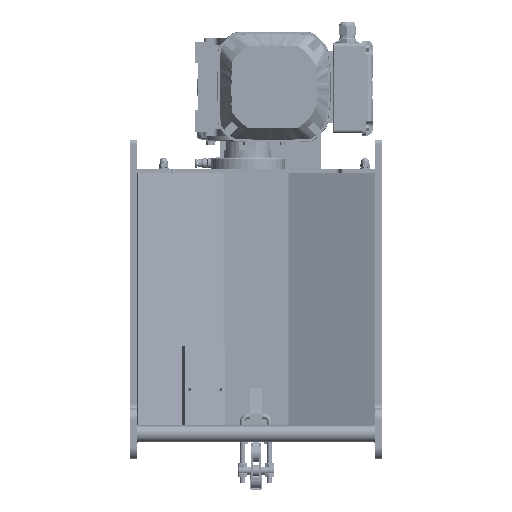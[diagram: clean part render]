
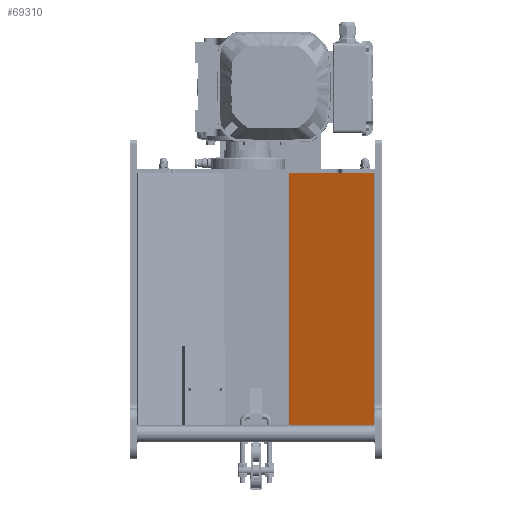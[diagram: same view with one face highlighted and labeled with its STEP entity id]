
A CAD part, left-side view. The second image highlights one B-rep face of the part: STEP entity #69310.
In plain terms, the highlighted planar face has unit normal (-0.932, 0.363, 0).
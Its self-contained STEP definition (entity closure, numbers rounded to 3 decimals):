
#2633=PLANE('',#73771);
#4757=FACE_OUTER_BOUND('',#8492,.T.);
#8492=EDGE_LOOP('',(#46961,#46962,#46963,#46964,#46965));
#16973=LINE('',#106157,#22186);
#16996=LINE('',#106211,#22209);
#16997=LINE('',#106214,#22210);
#16998=LINE('',#106216,#22211);
#16999=LINE('',#106217,#22212);
#22186=VECTOR('',#83659,10.);
#22209=VECTOR('',#83700,10.);
#22210=VECTOR('',#83703,10.);
#22211=VECTOR('',#83704,10.);
#22212=VECTOR('',#83705,10.);
#27764=VERTEX_POINT('',#106154);
#27765=VERTEX_POINT('',#106156);
#27783=VERTEX_POINT('',#106201);
#27788=VERTEX_POINT('',#106213);
#27789=VERTEX_POINT('',#106215);
#35080=EDGE_CURVE('',#27765,#27764,#16973,.T.);
#35107=EDGE_CURVE('',#27765,#27783,#16996,.T.);
#35108=EDGE_CURVE('',#27788,#27783,#16997,.T.);
#35109=EDGE_CURVE('',#27764,#27789,#16998,.T.);
#35110=EDGE_CURVE('',#27789,#27788,#16999,.T.);
#46961=ORIENTED_EDGE('',*,*,#35108,.T.);
#46962=ORIENTED_EDGE('',*,*,#35107,.F.);
#46963=ORIENTED_EDGE('',*,*,#35080,.T.);
#46964=ORIENTED_EDGE('',*,*,#35109,.T.);
#46965=ORIENTED_EDGE('',*,*,#35110,.T.);
#69310=ADVANCED_FACE('',(#4757),#2633,.T.);
#73771=AXIS2_PLACEMENT_3D('',#106212,#83701,#83702);
#83659=DIRECTION('',(0.363,0.932,0.));
#83700=DIRECTION('',(0.,0.,-1.));
#83701=DIRECTION('center_axis',(-0.932,0.363,0.));
#83702=DIRECTION('ref_axis',(0.,0.,
-1.));
#83703=DIRECTION('',(-0.363,-0.932,0.));
#83704=DIRECTION('',(0.363,0.932,0.));
#83705=DIRECTION('',(0.,0.,-1.));
#106154=CARTESIAN_POINT('',(-135.675,53.,150.));
#106156=CARTESIAN_POINT('',(-152.795,9.09,150.));
#106157=CARTESIAN_POINT('',(-152.795,9.09,150.));
#106201=CARTESIAN_POINT('',(-152.795,9.09,-150.));
#106211=CARTESIAN_POINT('',(-152.795,9.09,150.));
#106212=CARTESIAN_POINT('Origin',(-113.205,110.633,150.));
#106213=CARTESIAN_POINT('',(-113.205,110.633,-150.));
#106214=CARTESIAN_POINT('',(-152.795,9.09,-150.));
#106215=CARTESIAN_POINT('',(-113.205,110.633,150.));
#106216=CARTESIAN_POINT('',(-152.795,9.09,150.));
#106217=CARTESIAN_POINT('',(-113.205,110.633,150.));
